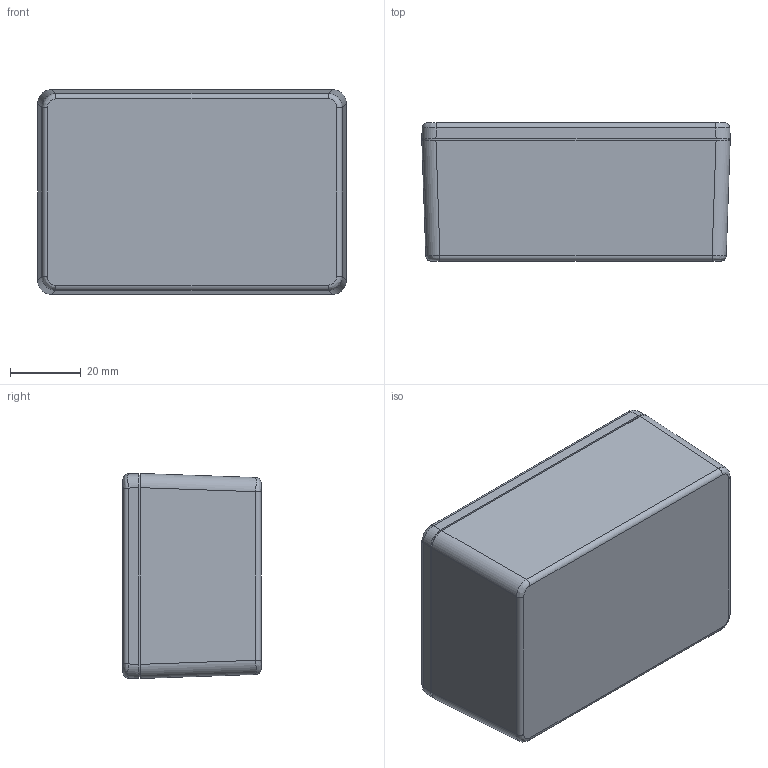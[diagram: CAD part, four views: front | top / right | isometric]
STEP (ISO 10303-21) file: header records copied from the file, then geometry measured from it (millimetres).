
FILE_DESCRIPTION(/* description */ (''),/* implementation_level */ '2;1');
FILE_NAME(/* name */ '1591XXL.iam.stp',/* time_stamp */ '2015-12-21T09:50:08-05:00',/* author */ ('coop'),/* organization */ (''),/* preprocessor_version */ 'ST-DEVELOPER v16.1',/* originating_system */ 'Autodesk Inventor 2016',/* authorisation */ '');
FILE_SCHEMA (('AUTOMOTIVE_DESIGN { 1 0 10303 214 3 1 1 }'));
Products named in the file (5): 1591XXL BOX; 1591XXL LID; SC500 (screw M3-0.5X 10mm FH); IN100 (insert M3-0.5X5.75mm BRASS); 1591XXL
Assembly tree (10 placements, depth 2):
  1591XXL
    1591XXL BOX
    1591XXL LID
    SC500 (screw M3-0.5X 10mm FH)  x4
    IN100 (insert M3-0.5X5.75mm BRASS)  x4
Bounding box: 87.08 x 39 x 57.88 mm (x, y, z)
Volume: 43932.4 mm3; surface area: 49268.6 mm2
Topology: 10 solids, 10 shells, 917 faces, 2420 edges, 1572 vertices
Faces by surface type: bspline 392, cylinder 252, plane 197, cone 76
Full cylindrical faces by diameter (mm): 2 x4, 2.464 x4, 2.5 x4, 2.91 x4, 3.5 x4, 3.81 x12, 3.912 x4, 4 x4, 5.5 x4
Entity records: 15908 total; most frequent: CARTESIAN_POINT 6880, ORIENTED_EDGE 1964, DIRECTION 1504, EDGE_CURVE 982, VERTEX_POINT 658, AXIS2_PLACEMENT_3D 624, EDGE_LOOP 540, FACE_OUTER_BOUND 431
